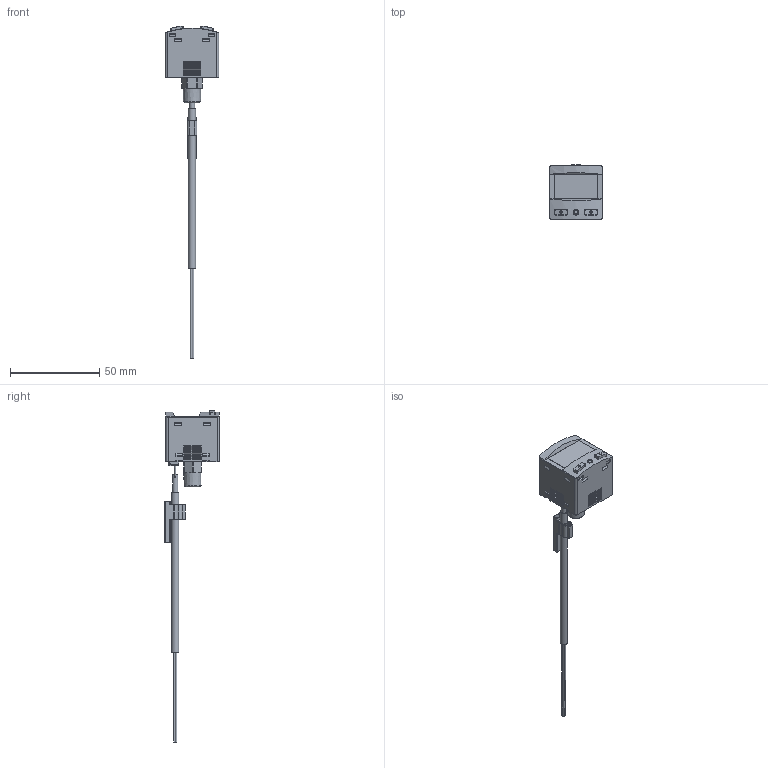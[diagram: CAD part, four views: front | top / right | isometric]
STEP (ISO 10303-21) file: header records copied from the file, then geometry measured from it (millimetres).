
FILE_DESCRIPTION(/* description */ ('STEP AP214'),/* implementation_level */ '2;1');
FILE_NAME(/* name */ '8114768_SPAN-B-B11R-R18M-PN-L1_2_5S',/* time_stamp */ '2024-09-12T12:14:39+02:00',/* author */ ('License CC BY-ND 4.0'),/* organization */ ('CADENAS'),/* preprocessor_version */ 'ST-DEVELOPER v19.3',/* originating_system */ 'PARTsolutions',/* authorisation */ ' ');
FILE_SCHEMA (('AUTOMOTIVE_DESIGN {1 0 10303 214 3 1 1}'));
Length unit declared in the file: millimetre
Products named in the file (5): 8114768 SPAN-B-B11R-R18M-PN-L1+2.5S---(high); 8003300 SPAN-B-B11-R18M----(high_s); 8116373 SPAN-B-G18-R18; 572576 NEBS-L1G4-K-2.5-LE4_P; 1043092 ASCF-M-23-V DM 3.3-4.8
Assembly tree (4 placements, depth 2):
  8114768 SPAN-B-B11R-R18M-PN-L1+2.5S---(high)
    8003300 SPAN-B-B11-R18M----(high_s)
    8116373 SPAN-B-G18-R18
    572576 NEBS-L1G4-K-2.5-LE4_P
    1043092 ASCF-M-23-V DM 3.3-4.8
Bounding box: 30 x 30.6 x 186.22 mm (x, y, z)
Volume: 25947.2 mm3; surface area: 10774.6 mm2
Topology: 4 solids, 4 shells, 643 faces, 1645 edges, 1090 vertices
Faces by surface type: plane 526, cylinder 103, cone 11, torus 3
Full cylindrical faces by diameter (mm): 0.8 x2, 0.95 x4, 1 x1, 2.459 x2, 3 x1, 4.1 x1, 5.5 x1, 8.566 x1, 9.728 x1
Entity records: 22272 total; most frequent: CARTESIAN_POINT 3553, ORIENTED_EDGE 3218, DIRECTION 3041, EDGE_CURVE 1609, LINE 1355, VECTOR 1355, VERTEX_POINT 1082, AXIS2_PLACEMENT_3D 843
